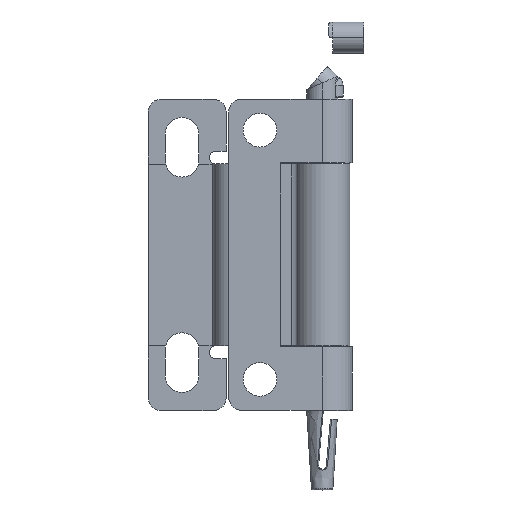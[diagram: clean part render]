
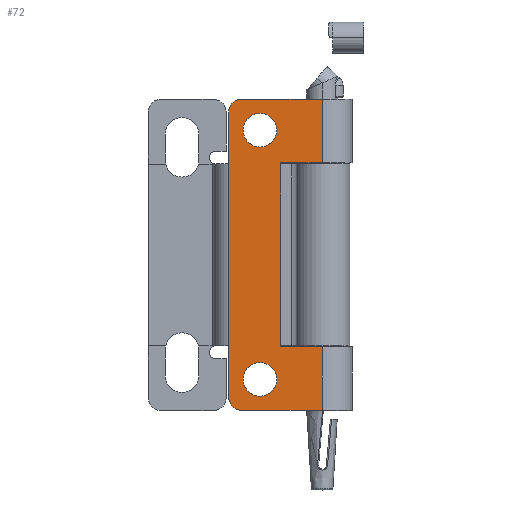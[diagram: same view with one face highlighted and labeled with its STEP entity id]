
A CAD part, top view. The second image highlights one B-rep face of the part: STEP entity #72.
In plain terms, the highlighted planar face has unit normal (0, 0, 1).
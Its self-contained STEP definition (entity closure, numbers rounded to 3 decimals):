
#19=FACE_BOUND('',#297,.T.);
#20=FACE_BOUND('',#298,.T.);
#72=ADVANCED_FACE('',(#183,#19,#20),#1925,.T.);
#183=FACE_OUTER_BOUND('',#296,.T.);
#296=EDGE_LOOP('',(#589,#590,#591,#592,#593,#594,#595,#596,#597,#598));
#297=EDGE_LOOP('',(#599,#600));
#298=EDGE_LOOP('',(#601,#602));
#589=ORIENTED_EDGE('',*,*,#1070,.F.);
#590=ORIENTED_EDGE('',*,*,#1101,.T.);
#591=ORIENTED_EDGE('',*,*,#1072,.T.);
#592=ORIENTED_EDGE('',*,*,#1059,.T.);
#593=ORIENTED_EDGE('',*,*,#1081,.T.);
#594=ORIENTED_EDGE('',*,*,#1082,.T.);
#595=ORIENTED_EDGE('',*,*,#1083,.T.);
#596=ORIENTED_EDGE('',*,*,#1085,.T.);
#597=ORIENTED_EDGE('',*,*,#1073,.F.);
#598=ORIENTED_EDGE('',*,*,#1103,.T.);
#599=ORIENTED_EDGE('',*,*,#1093,.T.);
#600=ORIENTED_EDGE('',*,*,#1106,.T.);
#601=ORIENTED_EDGE('',*,*,#1096,.T.);
#602=ORIENTED_EDGE('',*,*,#1109,.T.);
#1059=EDGE_CURVE('',#1724,#1733,#1511,.T.);
#1070=EDGE_CURVE('',#1753,#1752,#1574,.T.);
#1072=EDGE_CURVE('',#1754,#1724,#1576,.T.);
#1073=EDGE_CURVE('',#1755,#1727,#1577,.T.);
#1081=EDGE_CURVE('',#1733,#1742,#1583,.T.);
#1082=EDGE_CURVE('',#1742,#1743,#1584,.T.);
#1083=EDGE_CURVE('',#1743,#1734,#1585,.T.);
#1085=EDGE_CURVE('',#1734,#1727,#1514,.T.);
#1093=EDGE_CURVE('',#1745,#1756,#1301,.T.);
#1096=EDGE_CURVE('',#1747,#1758,#1303,.T.);
#1101=EDGE_CURVE('',#1753,#1754,#1305,.T.);
#1103=EDGE_CURVE('',#1755,#1752,#1307,.T.);
#1106=EDGE_CURVE('',#1756,#1745,#1309,.T.);
#1109=EDGE_CURVE('',#1758,#1747,#1311,.T.);
#1301=TRIMMED_CURVE($,#1410,(#3733),(#3734),.T.,.CARTESIAN.);
#1303=TRIMMED_CURVE($,#1412,(#3741),(#3742),.T.,.CARTESIAN.);
#1305=TRIMMED_CURVE($,#1414,(#3753),(#3754),.T.,.CARTESIAN.);
#1307=TRIMMED_CURVE($,#1416,(#3759),(#3760),.T.,.CARTESIAN.);
#1309=TRIMMED_CURVE($,#1418,(#3767),(#3768),.T.,.CARTESIAN.);
#1311=TRIMMED_CURVE($,#1420,(#3775),(#3776),.T.,.CARTESIAN.);
#1410=CIRCLE('',#2141,3.25);
#1412=CIRCLE('',#2143,3.25);
#1414=CIRCLE('',#2145,2.5);
#1416=CIRCLE('',#2147,2.5);
#1418=CIRCLE('',#2149,3.25);
#1420=CIRCLE('',#2151,3.25);
#1511=(
BOUNDED_CURVE()
B_SPLINE_CURVE(1,(#3657,#3658),.UNSPECIFIED.,.F.,.F.)
B_SPLINE_CURVE_WITH_KNOTS((2,2),(0.,12.3),.UNSPECIFIED.)
CURVE()
GEOMETRIC_REPRESENTATION_ITEM()
RATIONAL_B_SPLINE_CURVE((1.,1.))
REPRESENTATION_ITEM('')
);
#1514=(
BOUNDED_CURVE()
B_SPLINE_CURVE(1,(#3713,#3714),.UNSPECIFIED.,.F.,.F.)
B_SPLINE_CURVE_WITH_KNOTS((2,2),(47.7,60.),.UNSPECIFIED.)
CURVE()
GEOMETRIC_REPRESENTATION_ITEM()
RATIONAL_B_SPLINE_CURVE((1.,1.))
REPRESENTATION_ITEM('')
);
#1574=B_SPLINE_CURVE_WITH_KNOTS('',1,(#3681,#3682),.UNSPECIFIED.,.F.,.F.,
(2,2),(2.5,57.5),.UNSPECIFIED.);
#1576=B_SPLINE_CURVE_WITH_KNOTS('',1,(#3685,#3686),.UNSPECIFIED.,.F.,.F.,
(2,2),(33.708,49.208),.UNSPECIFIED.);
#1577=B_SPLINE_CURVE_WITH_KNOTS('',1,(#3687,#3688),.UNSPECIFIED.,.F.,.F.,
(2,2),(33.708,49.208),.UNSPECIFIED.);
#1583=B_SPLINE_CURVE_WITH_KNOTS('',1,(#3705,#3706),.UNSPECIFIED.,.F.,.F.,
(2,2),(-69.5,-61.5),.UNSPECIFIED.);
#1584=B_SPLINE_CURVE_WITH_KNOTS('',1,(#3707,#3708),.UNSPECIFIED.,.F.,.F.,
(2,2),(-61.5,-26.1),.UNSPECIFIED.);
#1585=B_SPLINE_CURVE_WITH_KNOTS('',1,(#3709,#3710),.UNSPECIFIED.,.F.,.F.,
(2,2),(-26.1,-10.97),.UNSPECIFIED.);
#1724=VERTEX_POINT('',#3613);
#1727=VERTEX_POINT('',#3616);
#1733=VERTEX_POINT('',#3622);
#1734=VERTEX_POINT('',#3623);
#1742=VERTEX_POINT('',#3631);
#1743=VERTEX_POINT('',#3632);
#1745=VERTEX_POINT('',#3634);
#1747=VERTEX_POINT('',#3636);
#1752=VERTEX_POINT('',#3641);
#1753=VERTEX_POINT('',#3642);
#1754=VERTEX_POINT('',#3643);
#1755=VERTEX_POINT('',#3644);
#1756=VERTEX_POINT('',#3645);
#1758=VERTEX_POINT('',#3647);
#1925=PLANE('',#2120);
#2120=AXIS2_PLACEMENT_3D('',#3601,#2366,$);
#2141=AXIS2_PLACEMENT_3D($,#3732,#2396,#2397);
#2143=AXIS2_PLACEMENT_3D($,#3740,#2400,#2401);
#2145=AXIS2_PLACEMENT_3D($,#3752,#2404,#2405);
#2147=AXIS2_PLACEMENT_3D($,#3758,#2408,#2409);
#2149=AXIS2_PLACEMENT_3D($,#3766,#2412,#2413);
#2151=AXIS2_PLACEMENT_3D($,#3774,#2416,#2417);
#2366=DIRECTION('',(0.,0.,1.));
#2396=DIRECTION('',(0.,0.,-1.));
#2397=DIRECTION('',(1.,0.,0.));
#2400=DIRECTION('',(0.,0.,-1.));
#2401=DIRECTION('',(1.,0.,0.));
#2404=DIRECTION('',(0.,0.,1.));
#2405=DIRECTION('',(-1.,0.,0.));
#2408=DIRECTION('',(0.,0.,1.));
#2409=DIRECTION('',(0.,1.,0.));
#2412=DIRECTION('',(0.,0.,-1.));
#2413=DIRECTION('',(-1.,0.,0.));
#2416=DIRECTION('',(0.,0.,-1.));
#2417=DIRECTION('',(-1.,0.,0.));
#3601=CARTESIAN_POINT('',(-7.638,-30.,4.714));
#3613=CARTESIAN_POINT('',(10.362,-30.,4.714));
#3616=CARTESIAN_POINT('',(10.362,30.,4.714));
#3622=CARTESIAN_POINT('',(10.362,-17.7,4.714));
#3623=CARTESIAN_POINT('',(10.362,17.7,4.714));
#3631=CARTESIAN_POINT('',(2.362,-17.7,4.714));
#3632=CARTESIAN_POINT('',(2.362,17.7,4.714));
#3634=CARTESIAN_POINT('',(1.612,-24.,4.714));
#3636=CARTESIAN_POINT('',(1.612,24.,4.714));
#3641=CARTESIAN_POINT('',(-7.638,27.5,4.714));
#3642=CARTESIAN_POINT('',(-7.638,-27.5,4.714));
#3643=CARTESIAN_POINT('',(-5.138,-30.,4.714));
#3644=CARTESIAN_POINT('',(-5.138,30.,4.714));
#3645=CARTESIAN_POINT('',(-4.888,-24.,4.714));
#3647=CARTESIAN_POINT('',(-4.888,24.,4.714));
#3657=CARTESIAN_POINT('',(10.362,-30.,4.714));
#3658=CARTESIAN_POINT('',(10.362,-17.7,4.714));
#3681=CARTESIAN_POINT('',(-7.638,-27.5,4.714));
#3682=CARTESIAN_POINT('',(-7.638,27.5,4.714));
#3685=CARTESIAN_POINT('',(-5.138,-30.,4.714));
#3686=CARTESIAN_POINT('',(10.362,-30.,4.714));
#3687=CARTESIAN_POINT('',(-5.138,30.,4.714));
#3688=CARTESIAN_POINT('',(10.362,30.,4.714));
#3705=CARTESIAN_POINT('',(10.362,-17.7,4.714));
#3706=CARTESIAN_POINT('',(2.362,-17.7,4.714));
#3707=CARTESIAN_POINT('',(2.362,-17.7,4.714));
#3708=CARTESIAN_POINT('',(2.362,17.7,4.714));
#3709=CARTESIAN_POINT('',(2.362,17.7,4.714));
#3710=CARTESIAN_POINT('',(10.362,17.7,4.714));
#3713=CARTESIAN_POINT('',(10.362,17.7,4.714));
#3714=CARTESIAN_POINT('',(10.362,30.,4.714));
#3732=CARTESIAN_POINT('',(-1.638,-24.,4.714));
#3733=CARTESIAN_POINT('',(1.612,-24.,4.714));
#3734=CARTESIAN_POINT('',(-4.888,-24.,4.714));
#3740=CARTESIAN_POINT('',(-1.638,24.,4.714));
#3741=CARTESIAN_POINT('',(1.612,24.,4.714));
#3742=CARTESIAN_POINT('',(-4.888,24.,4.714));
#3752=CARTESIAN_POINT('',(-5.138,-27.5,4.714));
#3753=CARTESIAN_POINT('',(-7.638,-27.5,4.714));
#3754=CARTESIAN_POINT('',(-5.138,-30.,4.714));
#3758=CARTESIAN_POINT('',(-5.138,27.5,4.714));
#3759=CARTESIAN_POINT('',(-5.138,30.,4.714));
#3760=CARTESIAN_POINT('',(-7.638,27.5,4.714));
#3766=CARTESIAN_POINT('',(-1.638,-24.,4.714));
#3767=CARTESIAN_POINT('',(-4.888,-24.,4.714));
#3768=CARTESIAN_POINT('',(1.612,-24.,4.714));
#3774=CARTESIAN_POINT('',(-1.638,24.,4.714));
#3775=CARTESIAN_POINT('',(-4.888,24.,4.714));
#3776=CARTESIAN_POINT('',(1.612,24.,4.714));
